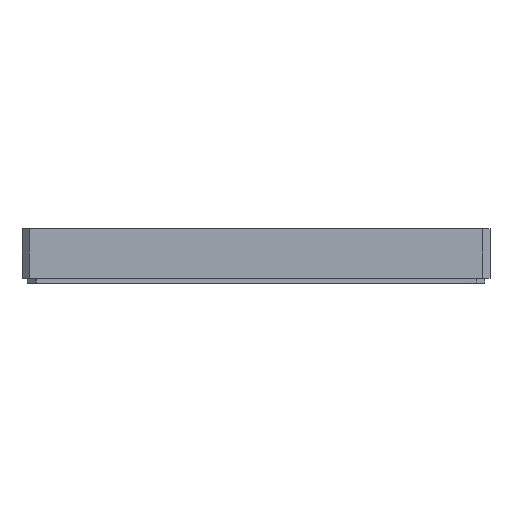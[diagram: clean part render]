
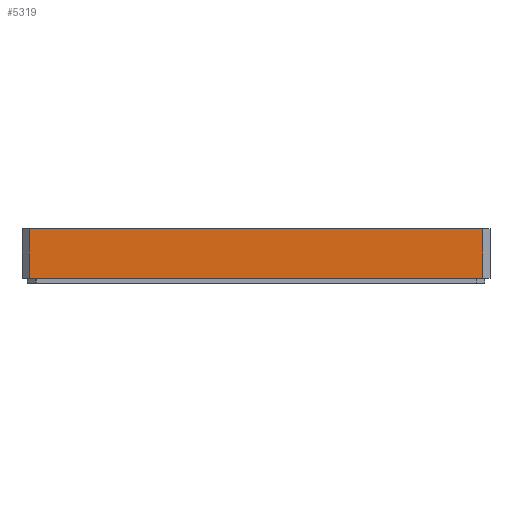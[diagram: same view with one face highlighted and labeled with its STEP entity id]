
A CAD part, left-side view. The second image highlights one B-rep face of the part: STEP entity #5319.
In plain terms, the highlighted planar face has unit normal (-1, 0, 0).
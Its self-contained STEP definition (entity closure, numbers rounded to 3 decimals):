
#628=FACE_OUTER_BOUND('',#933,.T.);
#933=EDGE_LOOP('',(#4696,#4697,#4698,#4699));
#1344=LINE('',#8241,#1918);
#1541=LINE('',#8755,#2115);
#1543=LINE('',#8759,#2117);
#1544=LINE('',#8760,#2118);
#1918=VECTOR('',#6630,10.);
#2115=VECTOR('',#7209,10.);
#2117=VECTOR('',#7213,10.);
#2118=VECTOR('',#7214,10.);
#2492=VERTEX_POINT('',#8238);
#2493=VERTEX_POINT('',#8240);
#2619=VERTEX_POINT('',#8754);
#2620=VERTEX_POINT('',#8758);
#3114=EDGE_CURVE('',#2493,#2492,#1344,.T.);
#3369=EDGE_CURVE('',#2493,#2619,#1541,.T.);
#3371=EDGE_CURVE('',#2620,#2492,#1543,.T.);
#3372=EDGE_CURVE('',#2619,#2620,#1544,.T.);
#4696=ORIENTED_EDGE('',*,*,#3114,.T.);
#4697=ORIENTED_EDGE('',*,*,#3371,.F.);
#4698=ORIENTED_EDGE('',*,*,#3372,.F.);
#4699=ORIENTED_EDGE('',*,*,#3369,.F.);
#5056=PLANE('',#5764);
#5319=ADVANCED_FACE('',(#628),#5056,.T.);
#5764=AXIS2_PLACEMENT_3D('',#8757,#7211,#7212);
#6630=DIRECTION('',(0.,-1.,0.));
#7209=DIRECTION('',(0.,0.,1.));
#7211=DIRECTION('center_axis',(-1.,0.,0.));
#7212=DIRECTION('ref_axis',(0.,-1.,0.));
#7213=DIRECTION('',(0.,0.,-1.));
#7214=DIRECTION('',(0.,-1.,0.));
#8238=CARTESIAN_POINT('',(-8.,0.5,3.));
#8240=CARTESIAN_POINT('',(-8.,183.,3.));
#8241=CARTESIAN_POINT('',(-8.,138.875,3.));
#8754=CARTESIAN_POINT('',(-8.,183.,23.));
#8755=CARTESIAN_POINT('',(-8.,183.,0.));
#8757=CARTESIAN_POINT('Origin',(-8.,186.,0.));
#8758=CARTESIAN_POINT('',(-8.,0.5,23.));
#8759=CARTESIAN_POINT('',(-8.,0.5,0.));
#8760=CARTESIAN_POINT('',(-8.,-2.5,23.));
